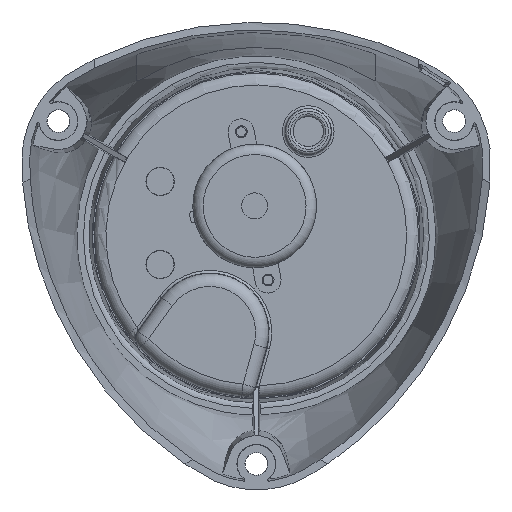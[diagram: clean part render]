
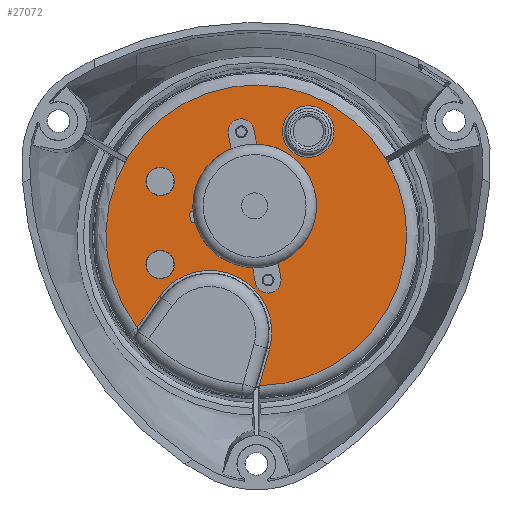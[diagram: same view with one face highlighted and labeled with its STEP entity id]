
A CAD part, front view. The second image highlights one B-rep face of the part: STEP entity #27072.
In plain terms, the highlighted planar face has unit normal (0, -1, 0).
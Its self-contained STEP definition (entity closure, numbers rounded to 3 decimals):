
#219 = CARTESIAN_POINT ( 'NONE',  ( 2.54, 20., -21.872 ) ) ;
#471 = DIRECTION ( 'NONE',  ( 0.269, 0., 0.963 ) ) ;
#657 = CARTESIAN_POINT ( 'NONE',  ( -11.95, 20., 3.15 ) ) ;
#1261 = CARTESIAN_POINT ( 'NONE',  ( -22.937, 20., -17.694 ) ) ;
#1466 = AXIS2_PLACEMENT_3D ( 'NONE', #13108, #33802, #16103 ) ;
#1700 = VERTEX_POINT ( 'NONE', #12257 ) ;
#1884 = CARTESIAN_POINT ( 'NONE',  ( 2.27, 20., -9.544 ) ) ;
#1893 = CIRCLE ( 'NONE', #22483, 0.95 ) ;
#2284 = DIRECTION ( 'NONE',  ( 0., 0., 1. ) ) ;
#2905 = DIRECTION ( 'NONE',  ( -0.179, 0., 0.984 ) ) ;
#2978 = LINE ( 'NONE', #11772, #18706 ) ;
#3236 = CARTESIAN_POINT ( 'NONE',  ( 0., 20., 0. ) ) ;
#3623 = DIRECTION ( 'NONE',  ( 0., 0., -1. ) ) ;
#3650 = FACE_OUTER_BOUND ( 'NONE', #22653, .T. ) ;
#3789 = AXIS2_PLACEMENT_3D ( 'NONE', #4232, #24948, #7180 ) ;
#3815 = EDGE_CURVE ( 'NONE', #6792, #6792, #37188, .T. ) ;
#3861 = DIRECTION ( 'NONE',  ( 0., -1., 0. ) ) ;
#4156 = CIRCLE ( 'NONE', #23032, 2.75 ) ;
#4232 = CARTESIAN_POINT ( 'NONE',  ( -8.95, 20., -18.659 ) ) ;
#4478 = VERTEX_POINT ( 'NONE', #11067 ) ;
#4836 = AXIS2_PLACEMENT_3D ( 'NONE', #26057, #8317, #29030 ) ;
#4913 = EDGE_LOOP ( 'NONE', ( #28273 ) ) ;
#4995 = AXIS2_PLACEMENT_3D ( 'NONE', #21598, #3861, #24585 ) ;
#5076 = VECTOR ( 'NONE', #2905, 1000. ) ;
#5130 = EDGE_CURVE ( 'NONE', #1700, #14089, #19900, .T. ) ;
#5347 = CARTESIAN_POINT ( 'NONE',  ( -11.357, 20., 4.081 ) ) ;
#6198 = DIRECTION ( 'NONE',  ( 0., 0., 1. ) ) ;
#6792 = VERTEX_POINT ( 'NONE', #7564 ) ;
#6986 = ORIENTED_EDGE ( 'NONE', *, *, #18441, .F. ) ;
#7180 = DIRECTION ( 'NONE',  ( 0., 0., 1. ) ) ;
#7521 = ORIENTED_EDGE ( 'NONE', *, *, #35343, .F. ) ;
#7564 = CARTESIAN_POINT ( 'NONE',  ( 10., 20., 24.965 ) ) ;
#7814 = DIRECTION ( 'NONE',  ( 0., -1., 0. ) ) ;
#8195 = ORIENTED_EDGE ( 'NONE', *, *, #5130, .F. ) ;
#8205 = CARTESIAN_POINT ( 'NONE',  ( -12.094, 20., 3.947 ) ) ;
#8317 = DIRECTION ( 'NONE',  ( 0., -1., 0. ) ) ;
#8361 = CARTESIAN_POINT ( 'NONE',  ( 0.557, 20., -28.964 ) ) ;
#9495 = EDGE_CURVE ( 'NONE', #34303, #30246, #30507, .T. ) ;
#9638 = EDGE_CURVE ( 'NONE', #20702, #20702, #34675, .T. ) ;
#9762 = CIRCLE ( 'NONE', #29131, 0.75 ) ;
#10444 = LINE ( 'NONE', #219, #25283 ) ;
#10975 = EDGE_LOOP ( 'NONE', ( #11111 ) ) ;
#11067 = CARTESIAN_POINT ( 'NONE',  ( -2.91, 20., 18.99 ) ) ;
#11111 = ORIENTED_EDGE ( 'NONE', *, *, #12715, .F. ) ;
#11202 = DIRECTION ( 'NONE',  ( 0., 0., -1. ) ) ;
#11411 = EDGE_CURVE ( 'NONE', #26645, #12495, #22501, .T. ) ;
#11524 = FACE_BOUND ( 'NONE', #30900, .T. ) ;
#11575 = ORIENTED_EDGE ( 'NONE', *, *, #12312, .F. ) ;
#11772 = CARTESIAN_POINT ( 'NONE',  ( -12.832, 20., 3.813 ) ) ;
#11895 = VERTEX_POINT ( 'NONE', #28419 ) ;
#12257 = CARTESIAN_POINT ( 'NONE',  ( -11.212, 20., 3.284 ) ) ;
#12312 = EDGE_CURVE ( 'NONE', #12495, #34303, #13916, .T. ) ;
#12442 = FACE_BOUND ( 'NONE', #28442, .T. ) ;
#12495 = VERTEX_POINT ( 'NONE', #19131 ) ;
#12715 = EDGE_CURVE ( 'NONE', #11895, #11895, #4156, .T. ) ;
#13023 = CARTESIAN_POINT ( 'NONE',  ( -11.357, 20., 4.081 ) ) ;
#13108 = CARTESIAN_POINT ( 'NONE',  ( 0., 20., 0. ) ) ;
#13916 = LINE ( 'NONE', #27394, #28740 ) ;
#14089 = VERTEX_POINT ( 'NONE', #13023 ) ;
#14754 = DIRECTION ( 'NONE',  ( 0.179, 0., -0.984 ) ) ;
#15284 = ORIENTED_EDGE ( 'NONE', *, *, #15434, .F. ) ;
#15434 = EDGE_CURVE ( 'NONE', #28897, #34479, #2978, .T. ) ;
#15905 = CARTESIAN_POINT ( 'NONE',  ( 2.27, 20., -8.594 ) ) ;
#16103 = DIRECTION ( 'NONE',  ( 0., 0., 1. ) ) ;
#17158 = EDGE_LOOP ( 'NONE', ( #6986 ) ) ;
#17627 = AXIS2_PLACEMENT_3D ( 'NONE', #3236, #23942, #6198 ) ;
#18227 = DIRECTION ( 'NONE',  ( -0.582, 0., -0.813 ) ) ;
#18441 = EDGE_CURVE ( 'NONE', #25800, #25800, #1893, .T. ) ;
#18692 = ORIENTED_EDGE ( 'NONE', *, *, #9495, .F. ) ;
#18706 = VECTOR ( 'NONE', #14754, 1000. ) ;
#18840 = AXIS2_PLACEMENT_3D ( 'NONE', #8205, #28918, #11202 ) ;
#18867 = DIRECTION ( 'NONE',  ( 0., 0., -1. ) ) ;
#19131 = CARTESIAN_POINT ( 'NONE',  ( -18.648, 20., -11.709 ) ) ;
#19412 = FACE_BOUND ( 'NONE', #4913, .T. ) ;
#19487 = CARTESIAN_POINT ( 'NONE',  ( -18.5, 20., 13.13 ) ) ;
#19900 = LINE ( 'NONE', #5347, #5076 ) ;
#20011 = DIRECTION ( 'NONE',  ( 0., -1., 0. ) ) ;
#20702 = VERTEX_POINT ( 'NONE', #19487 ) ;
#20958 = CIRCLE ( 'NONE', #37466, 0.95 ) ;
#21363 = DIRECTION ( 'NONE',  ( 0., -1., 0. ) ) ;
#21598 = CARTESIAN_POINT ( 'NONE',  ( -18.5, 20., 10.38 ) ) ;
#22224 = CARTESIAN_POINT ( 'NONE',  ( -12.688, 20., 3.017 ) ) ;
#22233 = CARTESIAN_POINT ( 'NONE',  ( 2.54, 20., -21.872 ) ) ;
#22483 = AXIS2_PLACEMENT_3D ( 'NONE', #15905, #36596, #18867 ) ;
#22501 = CIRCLE ( 'NONE', #3789, 11.931 ) ;
#22653 = EDGE_LOOP ( 'NONE', ( #35083, #18692, #11575, #37884 ) ) ;
#23032 = AXIS2_PLACEMENT_3D ( 'NONE', #37774, #20011, #2284 ) ;
#23849 = CIRCLE ( 'NONE', #18840, 0.75 ) ;
#23942 = DIRECTION ( 'NONE',  ( 0., 1., 0. ) ) ;
#24585 = DIRECTION ( 'NONE',  ( 0., 0., 1. ) ) ;
#24948 = DIRECTION ( 'NONE',  ( 0., -1., 0. ) ) ;
#25283 = VECTOR ( 'NONE', #471, 1000. ) ;
#25591 = CARTESIAN_POINT ( 'NONE',  ( -2.91, 20., 19.94 ) ) ;
#25800 = VERTEX_POINT ( 'NONE', #1884 ) ;
#25925 = EDGE_CURVE ( 'NONE', #34479, #1700, #9762, .T. ) ;
#26057 = CARTESIAN_POINT ( 'NONE',  ( 10., 20., 20. ) ) ;
#26645 = VERTEX_POINT ( 'NONE', #22233 ) ;
#27072 = ADVANCED_FACE ( 'NONE', ( #35103, #12442, #36037, #27250, #19412, #11524, #3650 ), #33674, .F. ) ;
#27250 = FACE_BOUND ( 'NONE', #33011, .T. ) ;
#27394 = CARTESIAN_POINT ( 'NONE',  ( -18.648, 20., -11.709 ) ) ;
#28273 = ORIENTED_EDGE ( 'NONE', *, *, #3815, .F. ) ;
#28419 = CARTESIAN_POINT ( 'NONE',  ( -18.5, 20., -2.87 ) ) ;
#28442 = EDGE_LOOP ( 'NONE', ( #15284, #34602, #8195, #37558 ) ) ;
#28543 = DIRECTION ( 'NONE',  ( 0., 0., -1. ) ) ;
#28607 = EDGE_CURVE ( 'NONE', #30246, #26645, #10444, .T. ) ;
#28740 = VECTOR ( 'NONE', #18227, 1000. ) ;
#28823 = EDGE_CURVE ( 'NONE', #14089, #28897, #23849, .T. ) ;
#28897 = VERTEX_POINT ( 'NONE', #34966 ) ;
#28918 = DIRECTION ( 'NONE',  ( 0., -1., 0. ) ) ;
#29030 = DIRECTION ( 'NONE',  ( 0., 0., 1. ) ) ;
#29131 = AXIS2_PLACEMENT_3D ( 'NONE', #657, #21363, #3623 ) ;
#30246 = VERTEX_POINT ( 'NONE', #8361 ) ;
#30507 = CIRCLE ( 'NONE', #17627, 28.969 ) ;
#30900 = EDGE_LOOP ( 'NONE', ( #32532 ) ) ;
#32532 = ORIENTED_EDGE ( 'NONE', *, *, #9638, .F. ) ;
#33011 = EDGE_LOOP ( 'NONE', ( #7521 ) ) ;
#33674 = PLANE ( 'NONE',  #1466 ) ;
#33802 = DIRECTION ( 'NONE',  ( 0., 1., 0. ) ) ;
#34303 = VERTEX_POINT ( 'NONE', #1261 ) ;
#34479 = VERTEX_POINT ( 'NONE', #22224 ) ;
#34602 = ORIENTED_EDGE ( 'NONE', *, *, #28823, .F. ) ;
#34675 = CIRCLE ( 'NONE', #4995, 2.75 ) ;
#34966 = CARTESIAN_POINT ( 'NONE',  ( -12.832, 20., 3.813 ) ) ;
#35083 = ORIENTED_EDGE ( 'NONE', *, *, #28607, .F. ) ;
#35103 = FACE_BOUND ( 'NONE', #10975, .T. ) ;
#35343 = EDGE_CURVE ( 'NONE', #4478, #4478, #20958, .T. ) ;
#36037 = FACE_BOUND ( 'NONE', #17158, .T. ) ;
#36596 = DIRECTION ( 'NONE',  ( 0., -1., 0. ) ) ;
#37188 = CIRCLE ( 'NONE', #4836, 4.965 ) ;
#37466 = AXIS2_PLACEMENT_3D ( 'NONE', #25591, #7814, #28543 ) ;
#37558 = ORIENTED_EDGE ( 'NONE', *, *, #25925, .F. ) ;
#37774 = CARTESIAN_POINT ( 'NONE',  ( -18.5, 20., -5.62 ) ) ;
#37884 = ORIENTED_EDGE ( 'NONE', *, *, #11411, .F. ) ;
